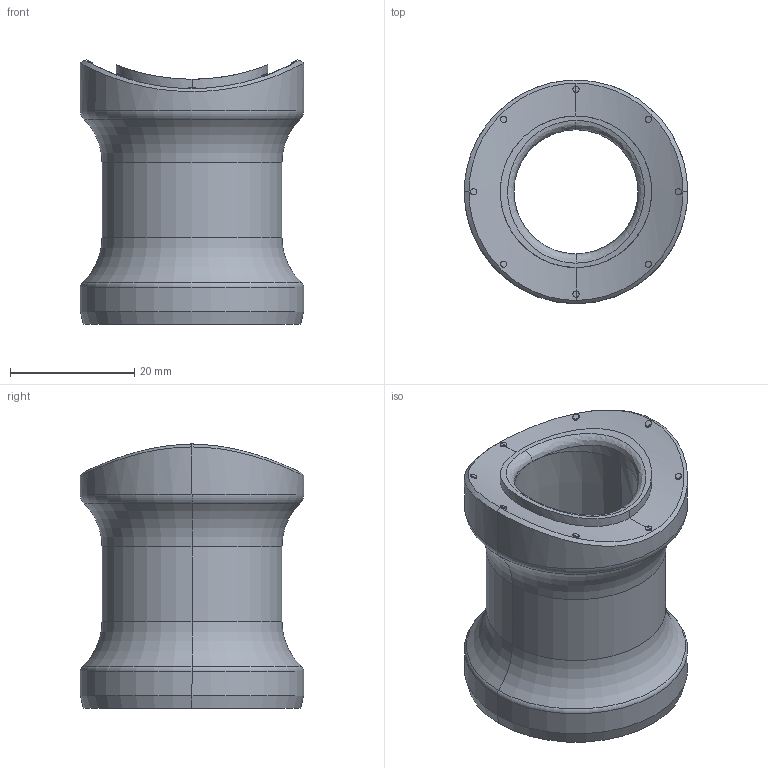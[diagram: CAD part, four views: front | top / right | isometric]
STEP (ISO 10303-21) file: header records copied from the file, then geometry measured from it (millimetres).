
FILE_DESCRIPTION (( 'STEP AP214' ), '1' );
FILE_NAME ('nozzle.STEP', '2025-05-27T11:09:00', ( '' ), ( '' ), 'SwSTEP 2.0', 'SolidWorks 2024', '' );
FILE_SCHEMA (( 'AUTOMOTIVE_DESIGN' ));
Length unit declared in the file: metre
Products named in the file (1): nozzle
Bounding box: 36 x 36 x 42.63 mm (x, y, z)
Volume: 17269.6 mm3; surface area: 8306.1 mm2
Topology: 1 solids, 1 shells, 59 faces, 122 edges, 71 vertices
Faces by surface type: cylinder 40, torus 10, cone 4, bspline 4, plane 1
Entity records: 3349 total; most frequent: CARTESIAN_POINT 2157, ORIENTED_EDGE 244, DIRECTION 225, EDGE_CURVE 122, AXIS2_PLACEMENT_3D 94, VERTEX_POINT 71, EDGE_LOOP 67, FACE_OUTER_BOUND 59
